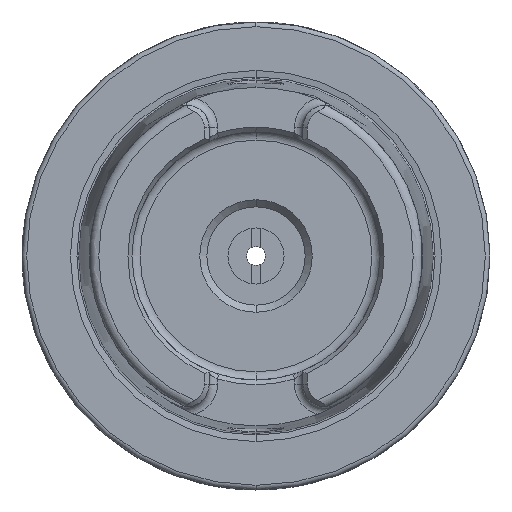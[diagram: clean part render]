
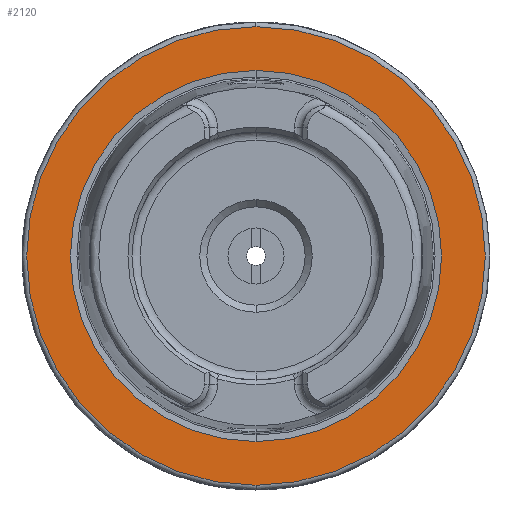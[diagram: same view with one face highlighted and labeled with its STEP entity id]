
A CAD part, left-side view. The second image highlights one B-rep face of the part: STEP entity #2120.
In plain terms, the highlighted planar face has unit normal (-1, 0, 0).
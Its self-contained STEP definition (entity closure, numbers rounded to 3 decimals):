
#15 = CARTESIAN_POINT ( 'NONE',  ( 0., 0., -49. ) ) ;
#34 = ORIENTED_EDGE ( 'NONE', *, *, #4760, .T. ) ;
#240 = DIRECTION ( 'NONE',  ( -1., 0., 0. ) ) ;
#276 = CARTESIAN_POINT ( 'NONE',  ( 0., 0., 0. ) ) ;
#786 = CIRCLE ( 'NONE', #3273, 39.647 ) ;
#978 = PLANE ( 'NONE',  #6489 ) ;
#1231 = VERTEX_POINT ( 'NONE', #1824 ) ;
#1824 = CARTESIAN_POINT ( 'NONE',  ( 0., 0., 39.647 ) ) ;
#1968 = AXIS2_PLACEMENT_3D ( 'NONE', #7664, #2581, #8394 ) ;
#2052 = VERTEX_POINT ( 'NONE', #3958 ) ;
#2120 = ADVANCED_FACE ( 'NONE', ( #4010, #4056 ), #978, .T. ) ;
#2581 = DIRECTION ( 'NONE',  ( 1., 0., 0. ) ) ;
#3273 = AXIS2_PLACEMENT_3D ( 'NONE', #5629, #9410, #9361 ) ;
#3563 = EDGE_CURVE ( 'NONE', #3895, #6906, #4896, .T. ) ;
#3663 = DIRECTION ( 'NONE',  ( 0., 0., -1. ) ) ;
#3780 = EDGE_LOOP ( 'NONE', ( #8846, #4475 ) ) ;
#3869 = DIRECTION ( 'NONE',  ( 0., 0., 1. ) ) ;
#3895 = VERTEX_POINT ( 'NONE', #8952 ) ;
#3958 = CARTESIAN_POINT ( 'NONE',  ( 0., 0., -39.647 ) ) ;
#4010 = FACE_BOUND ( 'NONE', #5737, .T. ) ;
#4056 = FACE_OUTER_BOUND ( 'NONE', #3780, .T. ) ;
#4475 = ORIENTED_EDGE ( 'NONE', *, *, #3563, .F. ) ;
#4760 = EDGE_CURVE ( 'NONE', #2052, #1231, #4938, .T. ) ;
#4896 = CIRCLE ( 'NONE', #9453, 49. ) ;
#4938 = CIRCLE ( 'NONE', #1968, 39.647 ) ;
#5629 = CARTESIAN_POINT ( 'NONE',  ( 0., 0., 0. ) ) ;
#5679 = AXIS2_PLACEMENT_3D ( 'NONE', #6607, #5813, #3663 ) ;
#5737 = EDGE_LOOP ( 'NONE', ( #7788, #34 ) ) ;
#5813 = DIRECTION ( 'NONE',  ( 1., 0., 0. ) ) ;
#6006 = CIRCLE ( 'NONE', #5679, 49. ) ;
#6210 = DIRECTION ( 'NONE',  ( 1., 0., 0. ) ) ;
#6489 = AXIS2_PLACEMENT_3D ( 'NONE', #6963, #240, #3869 ) ;
#6607 = CARTESIAN_POINT ( 'NONE',  ( 0., 0., 0. ) ) ;
#6906 = VERTEX_POINT ( 'NONE', #15 ) ;
#6963 = CARTESIAN_POINT ( 'NONE',  ( 0., 39.647, 0. ) ) ;
#7125 = EDGE_CURVE ( 'NONE', #1231, #2052, #786, .T. ) ;
#7664 = CARTESIAN_POINT ( 'NONE',  ( 0., 0., 0. ) ) ;
#7788 = ORIENTED_EDGE ( 'NONE', *, *, #7125, .T. ) ;
#8167 = EDGE_CURVE ( 'NONE', #6906, #3895, #6006, .T. ) ;
#8394 = DIRECTION ( 'NONE',  ( 0., 0., -1. ) ) ;
#8846 = ORIENTED_EDGE ( 'NONE', *, *, #8167, .F. ) ;
#8952 = CARTESIAN_POINT ( 'NONE',  ( 0., 0., 49. ) ) ;
#9156 = DIRECTION ( 'NONE',  ( 0., 0., -1. ) ) ;
#9361 = DIRECTION ( 'NONE',  ( 0., 0., -1. ) ) ;
#9410 = DIRECTION ( 'NONE',  ( 1., 0., 0. ) ) ;
#9453 = AXIS2_PLACEMENT_3D ( 'NONE', #276, #6210, #9156 ) ;
